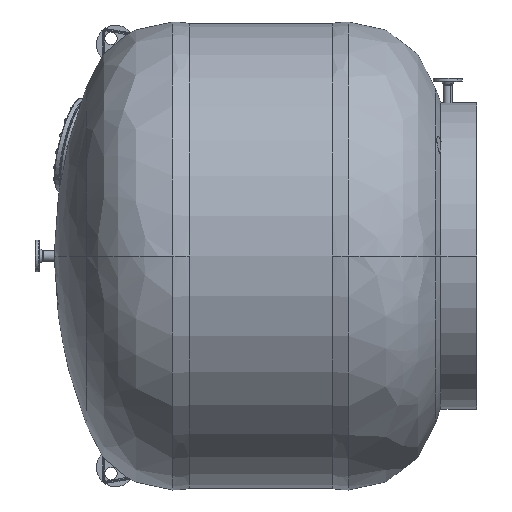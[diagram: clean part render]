
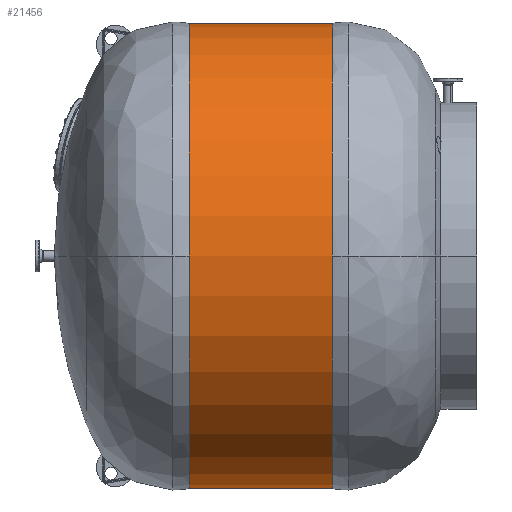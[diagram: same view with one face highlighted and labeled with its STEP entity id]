
A CAD part, left-side view. The second image highlights one B-rep face of the part: STEP entity #21456.
In plain terms, the highlighted cylindrical face has radius 1212 mm (diameter 2424 mm), a partial arc.
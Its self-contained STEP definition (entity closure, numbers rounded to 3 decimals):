
#2057 = CARTESIAN_POINT ( 'NONE',  ( 508.285, 1076.326, 2115.665 ) ) ;
#2326 = VERTEX_POINT ( 'NONE', #30044 ) ;
#2732 = AXIS2_PLACEMENT_3D ( 'NONE', #20166, #11497, #38907 ) ;
#4995 = CARTESIAN_POINT ( 'NONE',  ( 508.285, 1821.77, 2115.665 ) ) ;
#5108 = VERTEX_POINT ( 'NONE', #51775 ) ;
#5347 = CARTESIAN_POINT ( 'NONE',  ( 508.285, 1076.326, 2115.665 ) ) ;
#7272 = DIRECTION ( 'NONE',  ( 0., 1., 0. ) ) ;
#8129 = CIRCLE ( 'NONE', #50413, 1212. ) ;
#10961 = CARTESIAN_POINT ( 'NONE',  ( 508.285, 1076.326, 903.665 ) ) ;
#11497 = DIRECTION ( 'NONE',  ( 0., -1., 0. ) ) ;
#12308 = EDGE_LOOP ( 'NONE', ( #31148, #37546, #17823, #44558, #14781, #47388 ) ) ;
#13925 = DIRECTION ( 'NONE',  ( 0., -1., 0. ) ) ;
#14781 = ORIENTED_EDGE ( 'NONE', *, *, #49509, .T. ) ;
#17273 = LINE ( 'NONE', #22492, #19905 ) ;
#17823 = ORIENTED_EDGE ( 'NONE', *, *, #60196, .T. ) ;
#18051 = DIRECTION ( 'NONE',  ( 0., 1., 0. ) ) ;
#19175 = CIRCLE ( 'NONE', #55485, 1212. ) ;
#19905 = VECTOR ( 'NONE', #50429, 1000. ) ;
#20166 = CARTESIAN_POINT ( 'NONE',  ( 508.285, 1821.77, 2115.665 ) ) ;
#21456 = ADVANCED_FACE ( 'NONE', ( #25483 ), #44480, .T. ) ;
#22492 = CARTESIAN_POINT ( 'NONE',  ( 508.285, 391.048, 903.665 ) ) ;
#24357 = VECTOR ( 'NONE', #48271, 1000. ) ;
#25483 = FACE_OUTER_BOUND ( 'NONE', #12308, .T. ) ;
#28552 = VERTEX_POINT ( 'NONE', #47711 ) ;
#28883 = AXIS2_PLACEMENT_3D ( 'NONE', #51238, #18051, #32559 ) ;
#29352 = CIRCLE ( 'NONE', #2732, 1212. ) ;
#30044 = CARTESIAN_POINT ( 'NONE',  ( -703.715, 1076.326, 2115.665 ) ) ;
#30654 = DIRECTION ( 'NONE',  ( 0., 0., 1. ) ) ;
#31148 = ORIENTED_EDGE ( 'NONE', *, *, #43224, .F. ) ;
#32559 = DIRECTION ( 'NONE',  ( 0., 0., 1. ) ) ;
#35046 = DIRECTION ( 'NONE',  ( 0., 0., 1. ) ) ;
#37546 = ORIENTED_EDGE ( 'NONE', *, *, #50318, .T. ) ;
#38907 = DIRECTION ( 'NONE',  ( 0., 0., 1. ) ) ;
#40489 = VERTEX_POINT ( 'NONE', #57649 ) ;
#41614 = DIRECTION ( 'NONE',  ( 0., 0., 1. ) ) ;
#43067 = CIRCLE ( 'NONE', #48947, 1212. ) ;
#43224 = EDGE_CURVE ( 'NONE', #60737, #5108, #17273, .T. ) ;
#44480 = CYLINDRICAL_SURFACE ( 'NONE', #28883, 1212. ) ;
#44558 = ORIENTED_EDGE ( 'NONE', *, *, #47888, .T. ) ;
#47388 = ORIENTED_EDGE ( 'NONE', *, *, #49625, .T. ) ;
#47711 = CARTESIAN_POINT ( 'NONE',  ( 508.285, 1076.326, 3327.665 ) ) ;
#47888 = EDGE_CURVE ( 'NONE', #28552, #40489, #57532, .T. ) ;
#47985 = CARTESIAN_POINT ( 'NONE',  ( 508.285, 391.048, 3327.665 ) ) ;
#48271 = DIRECTION ( 'NONE',  ( 0., 1., 0. ) ) ;
#48386 = DIRECTION ( 'NONE',  ( 0., 1., 0. ) ) ;
#48947 = AXIS2_PLACEMENT_3D ( 'NONE', #4995, #13925, #41614 ) ;
#49509 = EDGE_CURVE ( 'NONE', #40489, #55043, #29352, .T. ) ;
#49625 = EDGE_CURVE ( 'NONE', #55043, #5108, #43067, .T. ) ;
#50318 = EDGE_CURVE ( 'NONE', #60737, #2326, #19175, .T. ) ;
#50413 = AXIS2_PLACEMENT_3D ( 'NONE', #5347, #48386, #30654 ) ;
#50429 = DIRECTION ( 'NONE',  ( 0., 1., 0. ) ) ;
#51238 = CARTESIAN_POINT ( 'NONE',  ( 508.285, 391.048, 2115.665 ) ) ;
#51775 = CARTESIAN_POINT ( 'NONE',  ( 508.285, 1821.77, 903.665 ) ) ;
#54034 = CARTESIAN_POINT ( 'NONE',  ( -703.715, 1821.77, 2115.665 ) ) ;
#55043 = VERTEX_POINT ( 'NONE', #54034 ) ;
#55485 = AXIS2_PLACEMENT_3D ( 'NONE', #2057, #7272, #35046 ) ;
#57532 = LINE ( 'NONE', #47985, #24357 ) ;
#57649 = CARTESIAN_POINT ( 'NONE',  ( 508.285, 1821.77, 3327.665 ) ) ;
#60196 = EDGE_CURVE ( 'NONE', #2326, #28552, #8129, .T. ) ;
#60737 = VERTEX_POINT ( 'NONE', #10961 ) ;
